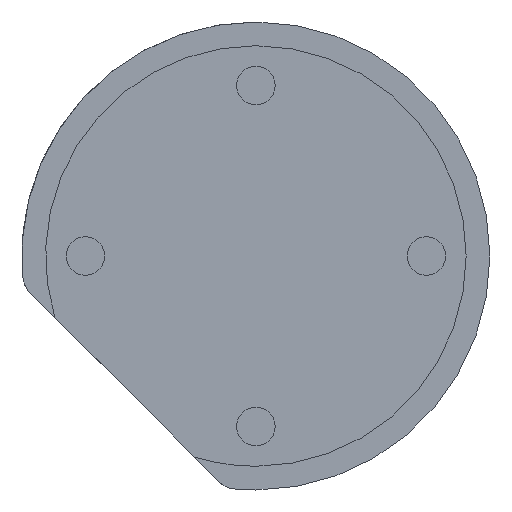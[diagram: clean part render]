
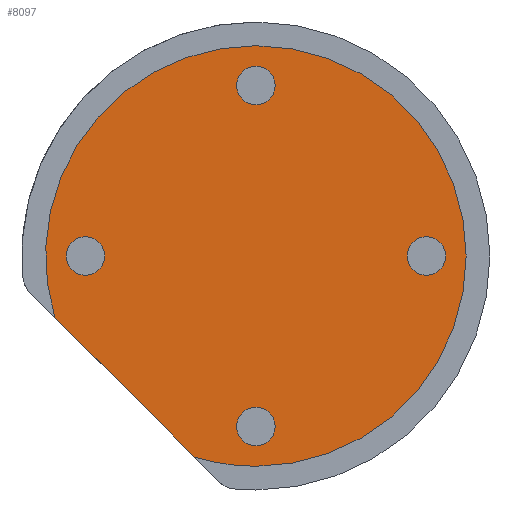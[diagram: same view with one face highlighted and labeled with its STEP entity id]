
A CAD part, front view. The second image highlights one B-rep face of the part: STEP entity #8097.
In plain terms, the highlighted planar face has unit normal (0, -1, 0).
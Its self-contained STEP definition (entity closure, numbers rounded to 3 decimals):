
#6 = EDGE_CURVE ( 'NONE', #1111, #9117, #2395, .T. ) ;
#220 = DIRECTION ( 'NONE',  ( 0., -1., 0. ) ) ;
#265 = AXIS2_PLACEMENT_3D ( 'NONE', #3276, #2478, #1751 ) ;
#273 = CARTESIAN_POINT ( 'NONE',  ( 0., 0.01, 0. ) ) ;
#455 = VERTEX_POINT ( 'NONE', #6055 ) ;
#489 = FACE_BOUND ( 'NONE', #4330, .T. ) ;
#545 = DIRECTION ( 'NONE',  ( 0., -1., 0. ) ) ;
#629 = CIRCLE ( 'NONE', #4594, 0.405 ) ;
#640 = CARTESIAN_POINT ( 'NONE',  ( 0., 0.01, -3.187 ) ) ;
#736 = VERTEX_POINT ( 'NONE', #7866 ) ;
#934 = EDGE_CURVE ( 'NONE', #5661, #9301, #3635, .T. ) ;
#939 = CIRCLE ( 'NONE', #1885, 4.43 ) ;
#1110 = EDGE_CURVE ( 'NONE', #736, #2818, #629, .T. ) ;
#1111 = VERTEX_POINT ( 'NONE', #7201 ) ;
#1130 = EDGE_CURVE ( 'NONE', #9117, #455, #939, .T. ) ;
#1180 = CARTESIAN_POINT ( 'NONE',  ( 0., 0.01, 4.43 ) ) ;
#1231 = DIRECTION ( 'NONE',  ( 0., 0., -1. ) ) ;
#1323 = DIRECTION ( 'NONE',  ( 0., -1., 0. ) ) ;
#1376 = AXIS2_PLACEMENT_3D ( 'NONE', #9064, #545, #2130 ) ;
#1545 = VECTOR ( 'NONE', #3196, 1000. ) ;
#1668 = CIRCLE ( 'NONE', #6878, 0.405 ) ;
#1751 = DIRECTION ( 'NONE',  ( 0., 0., -1. ) ) ;
#1763 = CIRCLE ( 'NONE', #9348, 4.43 ) ;
#1772 = DIRECTION ( 'NONE',  ( 0., 0., -1. ) ) ;
#1801 = CARTESIAN_POINT ( 'NONE',  ( -4.888, 0.01, -0.641 ) ) ;
#1849 = ORIENTED_EDGE ( 'NONE', *, *, #934, .F. ) ;
#1885 = AXIS2_PLACEMENT_3D ( 'NONE', #273, #8600, #3307 ) ;
#2020 = VERTEX_POINT ( 'NONE', #3650 ) ;
#2125 = DIRECTION ( 'NONE',  ( 0., 0., -1. ) ) ;
#2130 = DIRECTION ( 'NONE',  ( 0., 0., -1. ) ) ;
#2161 = DIRECTION ( 'NONE',  ( 0., -1., 0. ) ) ;
#2280 = DIRECTION ( 'NONE',  ( 0., -1., 0. ) ) ;
#2363 = AXIS2_PLACEMENT_3D ( 'NONE', #4603, #2161, #8292 ) ;
#2395 = LINE ( 'NONE', #1801, #1545 ) ;
#2478 = DIRECTION ( 'NONE',  ( 0., -1., 0. ) ) ;
#2618 = ORIENTED_EDGE ( 'NONE', *, *, #5401, .F. ) ;
#2683 = DIRECTION ( 'NONE',  ( 0., -1., 0. ) ) ;
#2818 = VERTEX_POINT ( 'NONE', #2961 ) ;
#2839 = AXIS2_PLACEMENT_3D ( 'NONE', #7572, #220, #5416 ) ;
#2961 = CARTESIAN_POINT ( 'NONE',  ( 0., 0.01, 3.187 ) ) ;
#3130 = CIRCLE ( 'NONE', #1376, 0.405 ) ;
#3196 = DIRECTION ( 'NONE',  ( 0.707, 0., -0.707 ) ) ;
#3202 = CARTESIAN_POINT ( 'NONE',  ( 3.592, 0.01, -0.405 ) ) ;
#3276 = CARTESIAN_POINT ( 'NONE',  ( 3.592, 0.01, 0. ) ) ;
#3295 = EDGE_CURVE ( 'NONE', #455, #8831, #9104, .T. ) ;
#3307 = DIRECTION ( 'NONE',  ( 0., 0., -1. ) ) ;
#3511 = FACE_BOUND ( 'NONE', #6875, .T. ) ;
#3590 = VERTEX_POINT ( 'NONE', #4994 ) ;
#3635 = CIRCLE ( 'NONE', #2839, 0.405 ) ;
#3650 = CARTESIAN_POINT ( 'NONE',  ( -3.592, 0.01, -0.405 ) ) ;
#3654 = CARTESIAN_POINT ( 'NONE',  ( -3.592, 0.01, 0. ) ) ;
#3717 = EDGE_CURVE ( 'NONE', #6209, #2020, #9116, .T. ) ;
#3723 = DIRECTION ( 'NONE',  ( 0., -1., 0. ) ) ;
#3790 = ORIENTED_EDGE ( 'NONE', *, *, #1110, .F. ) ;
#3918 = ORIENTED_EDGE ( 'NONE', *, *, #3717, .F. ) ;
#4240 = FACE_BOUND ( 'NONE', #8468, .T. ) ;
#4330 = EDGE_LOOP ( 'NONE', ( #9456, #3790 ) ) ;
#4397 = PLANE ( 'NONE',  #2363 ) ;
#4451 = FACE_OUTER_BOUND ( 'NONE', #9131, .T. ) ;
#4500 = DIRECTION ( 'NONE',  ( 0., 0., -1. ) ) ;
#4594 = AXIS2_PLACEMENT_3D ( 'NONE', #4918, #6272, #1772 ) ;
#4603 = CARTESIAN_POINT ( 'NONE',  ( 0., 0.01, 0. ) ) ;
#4876 = AXIS2_PLACEMENT_3D ( 'NONE', #5825, #3723, #8101 ) ;
#4904 = ORIENTED_EDGE ( 'NONE', *, *, #9302, .T. ) ;
#4918 = CARTESIAN_POINT ( 'NONE',  ( 0., 0.01, 3.592 ) ) ;
#4974 = EDGE_CURVE ( 'NONE', #2020, #6209, #6132, .T. ) ;
#4994 = CARTESIAN_POINT ( 'NONE',  ( 3.592, 0.01, 0.405 ) ) ;
#5253 = AXIS2_PLACEMENT_3D ( 'NONE', #9589, #1323, #1231 ) ;
#5288 = ORIENTED_EDGE ( 'NONE', *, *, #7836, .F. ) ;
#5342 = ORIENTED_EDGE ( 'NONE', *, *, #1130, .T. ) ;
#5401 = EDGE_CURVE ( 'NONE', #3590, #6090, #3130, .T. ) ;
#5416 = DIRECTION ( 'NONE',  ( 0., 0., -1. ) ) ;
#5661 = VERTEX_POINT ( 'NONE', #640 ) ;
#5708 = ORIENTED_EDGE ( 'NONE', *, *, #3295, .T. ) ;
#5710 = ORIENTED_EDGE ( 'NONE', *, *, #6, .T. ) ;
#5747 = DIRECTION ( 'NONE',  ( 0., 0., -1. ) ) ;
#5786 = CARTESIAN_POINT ( 'NONE',  ( 0., 0.01, 0. ) ) ;
#5825 = CARTESIAN_POINT ( 'NONE',  ( -3.592, 0.01, 0. ) ) ;
#6055 = CARTESIAN_POINT ( 'NONE',  ( 0., 0.01, -4.43 ) ) ;
#6090 = VERTEX_POINT ( 'NONE', #3202 ) ;
#6132 = CIRCLE ( 'NONE', #7718, 0.405 ) ;
#6209 = VERTEX_POINT ( 'NONE', #9333 ) ;
#6262 = AXIS2_PLACEMENT_3D ( 'NONE', #5786, #7127, #5747 ) ;
#6272 = DIRECTION ( 'NONE',  ( 0., -1., 0. ) ) ;
#6472 = ORIENTED_EDGE ( 'NONE', *, *, #4974, .F. ) ;
#6505 = ORIENTED_EDGE ( 'NONE', *, *, #9384, .F. ) ;
#6512 = EDGE_CURVE ( 'NONE', #2818, #736, #1668, .T. ) ;
#6722 = CARTESIAN_POINT ( 'NONE',  ( 0., 0.01, 3.592 ) ) ;
#6875 = EDGE_LOOP ( 'NONE', ( #6472, #3918 ) ) ;
#6878 = AXIS2_PLACEMENT_3D ( 'NONE', #6722, #8900, #2125 ) ;
#7127 = DIRECTION ( 'NONE',  ( 0., -1., 0. ) ) ;
#7201 = CARTESIAN_POINT ( 'NONE',  ( -4.237, 0.01, -1.292 ) ) ;
#7272 = FACE_BOUND ( 'NONE', #8197, .T. ) ;
#7451 = DIRECTION ( 'NONE',  ( 0., 0., -1. ) ) ;
#7572 = CARTESIAN_POINT ( 'NONE',  ( 0., 0.01, -3.592 ) ) ;
#7718 = AXIS2_PLACEMENT_3D ( 'NONE', #3654, #2683, #4500 ) ;
#7836 = EDGE_CURVE ( 'NONE', #9301, #5661, #9483, .T. ) ;
#7866 = CARTESIAN_POINT ( 'NONE',  ( 0., 0.01, 3.997 ) ) ;
#8097 = ADVANCED_FACE ( 'NONE', ( #4240, #7272, #489, #3511, #4451 ), #4397, .T. ) ;
#8101 = DIRECTION ( 'NONE',  ( 0., 0., -1. ) ) ;
#8197 = EDGE_LOOP ( 'NONE', ( #6505, #2618 ) ) ;
#8292 = DIRECTION ( 'NONE',  ( 0., 0., -1. ) ) ;
#8323 = CARTESIAN_POINT ( 'NONE',  ( 0., 0.01, 0. ) ) ;
#8468 = EDGE_LOOP ( 'NONE', ( #5288, #1849 ) ) ;
#8600 = DIRECTION ( 'NONE',  ( 0., -1., 0. ) ) ;
#8831 = VERTEX_POINT ( 'NONE', #1180 ) ;
#8900 = DIRECTION ( 'NONE',  ( 0., -1., 0. ) ) ;
#9030 = CARTESIAN_POINT ( 'NONE',  ( 0., 0.01, -3.997 ) ) ;
#9064 = CARTESIAN_POINT ( 'NONE',  ( 3.592, 0.01, 0. ) ) ;
#9104 = CIRCLE ( 'NONE', #6262, 4.43 ) ;
#9116 = CIRCLE ( 'NONE', #4876, 0.405 ) ;
#9117 = VERTEX_POINT ( 'NONE', #9127 ) ;
#9127 = CARTESIAN_POINT ( 'NONE',  ( -1.292, 0.01, -4.237 ) ) ;
#9131 = EDGE_LOOP ( 'NONE', ( #5710, #5342, #5708, #4904 ) ) ;
#9301 = VERTEX_POINT ( 'NONE', #9030 ) ;
#9302 = EDGE_CURVE ( 'NONE', #8831, #1111, #1763, .T. ) ;
#9333 = CARTESIAN_POINT ( 'NONE',  ( -3.592, 0.01, 0.405 ) ) ;
#9348 = AXIS2_PLACEMENT_3D ( 'NONE', #8323, #2280, #7451 ) ;
#9384 = EDGE_CURVE ( 'NONE', #6090, #3590, #9591, .T. ) ;
#9456 = ORIENTED_EDGE ( 'NONE', *, *, #6512, .F. ) ;
#9483 = CIRCLE ( 'NONE', #5253, 0.405 ) ;
#9589 = CARTESIAN_POINT ( 'NONE',  ( 0., 0.01, -3.592 ) ) ;
#9591 = CIRCLE ( 'NONE', #265, 0.405 ) ;
